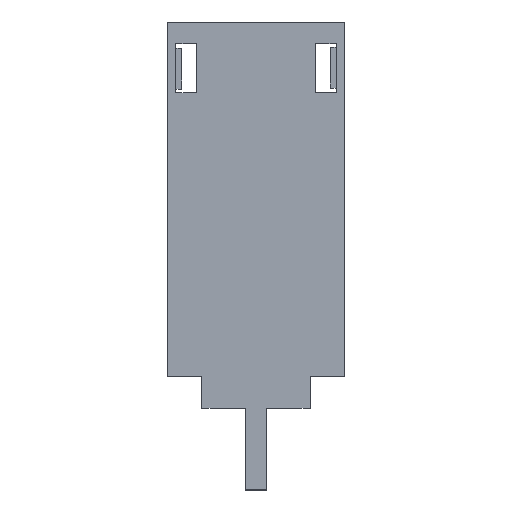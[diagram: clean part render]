
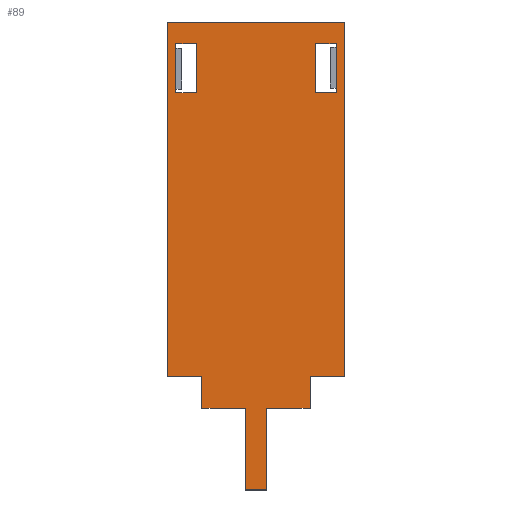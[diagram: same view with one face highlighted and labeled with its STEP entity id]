
A CAD part, top view. The second image highlights one B-rep face of the part: STEP entity #89.
In plain terms, the highlighted planar face has unit normal (0, 0, 1).
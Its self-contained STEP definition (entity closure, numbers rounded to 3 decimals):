
#21 = EDGE_CURVE('',#22,#24,#26,.T.);
#22 = VERTEX_POINT('',#23);
#23 = CARTESIAN_POINT('',(-33.425,38.88,0.));
#24 = VERTEX_POINT('',#25);
#25 = CARTESIAN_POINT('',(-0.575,38.88,0.));
#26 = LINE('',#27,#28);
#27 = CARTESIAN_POINT('',(-33.425,38.88,0.));
#28 = VECTOR('',#29,1.);
#29 = DIRECTION('',(1.,0.,0.));
#89 = ADVANCED_FACE('',(#90,#179,#213),#247,.T.);
#90 = FACE_BOUND('',#91,.F.);
#91 = EDGE_LOOP('',(#92,#93,#101,#109,#117,#125,#133,#141,#149,#157,#165
    ,#173));
#92 = ORIENTED_EDGE('',*,*,#21,.T.);
#93 = ORIENTED_EDGE('',*,*,#94,.T.);
#94 = EDGE_CURVE('',#24,#95,#97,.T.);
#95 = VERTEX_POINT('',#96);
#96 = CARTESIAN_POINT('',(-0.575,-26.72,0.));
#97 = LINE('',#98,#99);
#98 = CARTESIAN_POINT('',(-0.575,38.88,0.));
#99 = VECTOR('',#100,1.);
#100 = DIRECTION('',(0.,-1.,0.));
#101 = ORIENTED_EDGE('',*,*,#102,.T.);
#102 = EDGE_CURVE('',#95,#103,#105,.T.);
#103 = VERTEX_POINT('',#104);
#104 = CARTESIAN_POINT('',(-7.,-26.72,0.));
#105 = LINE('',#106,#107);
#106 = CARTESIAN_POINT('',(-0.575,-26.72,0.));
#107 = VECTOR('',#108,1.);
#108 = DIRECTION('',(-1.,0.,0.));
#109 = ORIENTED_EDGE('',*,*,#110,.T.);
#110 = EDGE_CURVE('',#103,#111,#113,.T.);
#111 = VERTEX_POINT('',#112);
#112 = CARTESIAN_POINT('',(-7.,-32.62,0.));
#113 = LINE('',#114,#115);
#114 = CARTESIAN_POINT('',(-7.,-26.72,0.));
#115 = VECTOR('',#116,1.);
#116 = DIRECTION('',(0.,-1.,0.));
#117 = ORIENTED_EDGE('',*,*,#118,.T.);
#118 = EDGE_CURVE('',#111,#119,#121,.T.);
#119 = VERTEX_POINT('',#120);
#120 = CARTESIAN_POINT('',(-15.,-32.62,0.));
#121 = LINE('',#122,#123);
#122 = CARTESIAN_POINT('',(-7.,-32.62,0.));
#123 = VECTOR('',#124,1.);
#124 = DIRECTION('',(-1.,0.,0.));
#125 = ORIENTED_EDGE('',*,*,#126,.T.);
#126 = EDGE_CURVE('',#119,#127,#129,.T.);
#127 = VERTEX_POINT('',#128);
#128 = CARTESIAN_POINT('',(-15.,-47.72,0.));
#129 = LINE('',#130,#131);
#130 = CARTESIAN_POINT('',(-15.,-32.62,0.));
#131 = VECTOR('',#132,1.);
#132 = DIRECTION('',(0.,-1.,0.));
#133 = ORIENTED_EDGE('',*,*,#134,.T.);
#134 = EDGE_CURVE('',#127,#135,#137,.T.);
#135 = VERTEX_POINT('',#136);
#136 = CARTESIAN_POINT('',(-19.,-47.72,0.));
#137 = LINE('',#138,#139);
#138 = CARTESIAN_POINT('',(-15.,-47.72,0.));
#139 = VECTOR('',#140,1.);
#140 = DIRECTION('',(-1.,0.,0.));
#141 = ORIENTED_EDGE('',*,*,#142,.T.);
#142 = EDGE_CURVE('',#135,#143,#145,.T.);
#143 = VERTEX_POINT('',#144);
#144 = CARTESIAN_POINT('',(-19.,-32.62,0.));
#145 = LINE('',#146,#147);
#146 = CARTESIAN_POINT('',(-19.,-47.72,0.));
#147 = VECTOR('',#148,1.);
#148 = DIRECTION('',(0.,1.,0.));
#149 = ORIENTED_EDGE('',*,*,#150,.T.);
#150 = EDGE_CURVE('',#143,#151,#153,.T.);
#151 = VERTEX_POINT('',#152);
#152 = CARTESIAN_POINT('',(-27.,-32.62,0.));
#153 = LINE('',#154,#155);
#154 = CARTESIAN_POINT('',(-19.,-32.62,0.));
#155 = VECTOR('',#156,1.);
#156 = DIRECTION('',(-1.,0.,0.));
#157 = ORIENTED_EDGE('',*,*,#158,.T.);
#158 = EDGE_CURVE('',#151,#159,#161,.T.);
#159 = VERTEX_POINT('',#160);
#160 = CARTESIAN_POINT('',(-27.,-26.72,0.));
#161 = LINE('',#162,#163);
#162 = CARTESIAN_POINT('',(-27.,-32.62,0.));
#163 = VECTOR('',#164,1.);
#164 = DIRECTION('',(0.,1.,0.));
#165 = ORIENTED_EDGE('',*,*,#166,.T.);
#166 = EDGE_CURVE('',#159,#167,#169,.T.);
#167 = VERTEX_POINT('',#168);
#168 = CARTESIAN_POINT('',(-33.425,-26.72,0.));
#169 = LINE('',#170,#171);
#170 = CARTESIAN_POINT('',(-27.,-26.72,0.));
#171 = VECTOR('',#172,1.);
#172 = DIRECTION('',(-1.,0.,0.));
#173 = ORIENTED_EDGE('',*,*,#174,.T.);
#174 = EDGE_CURVE('',#167,#22,#175,.T.);
#175 = LINE('',#176,#177);
#176 = CARTESIAN_POINT('',(-33.425,-26.72,0.));
#177 = VECTOR('',#178,1.);
#178 = DIRECTION('',(0.,1.,0.));
#179 = FACE_BOUND('',#180,.F.);
#180 = EDGE_LOOP('',(#181,#191,#199,#207));
#181 = ORIENTED_EDGE('',*,*,#182,.T.);
#182 = EDGE_CURVE('',#183,#185,#187,.T.);
#183 = VERTEX_POINT('',#184);
#184 = CARTESIAN_POINT('',(-2.15,34.88,0.));
#185 = VERTEX_POINT('',#186);
#186 = CARTESIAN_POINT('',(-6.,34.88,0.));
#187 = LINE('',#188,#189);
#188 = CARTESIAN_POINT('',(-2.15,34.88,0.));
#189 = VECTOR('',#190,1.);
#190 = DIRECTION('',(-1.,0.,0.));
#191 = ORIENTED_EDGE('',*,*,#192,.T.);
#192 = EDGE_CURVE('',#185,#193,#195,.T.);
#193 = VERTEX_POINT('',#194);
#194 = CARTESIAN_POINT('',(-6.,25.78,0.));
#195 = LINE('',#196,#197);
#196 = CARTESIAN_POINT('',(-6.,34.88,0.));
#197 = VECTOR('',#198,1.);
#198 = DIRECTION('',(0.,-1.,0.));
#199 = ORIENTED_EDGE('',*,*,#200,.T.);
#200 = EDGE_CURVE('',#193,#201,#203,.T.);
#201 = VERTEX_POINT('',#202);
#202 = CARTESIAN_POINT('',(-2.15,25.78,0.));
#203 = LINE('',#204,#205);
#204 = CARTESIAN_POINT('',(-6.,25.78,0.));
#205 = VECTOR('',#206,1.);
#206 = DIRECTION('',(1.,0.,0.));
#207 = ORIENTED_EDGE('',*,*,#208,.T.);
#208 = EDGE_CURVE('',#201,#183,#209,.T.);
#209 = LINE('',#210,#211);
#210 = CARTESIAN_POINT('',(-2.15,25.78,0.));
#211 = VECTOR('',#212,1.);
#212 = DIRECTION('',(0.,1.,0.));
#213 = FACE_BOUND('',#214,.T.);
#214 = EDGE_LOOP('',(#215,#225,#233,#241));
#215 = ORIENTED_EDGE('',*,*,#216,.T.);
#216 = EDGE_CURVE('',#217,#219,#221,.T.);
#217 = VERTEX_POINT('',#218);
#218 = CARTESIAN_POINT('',(-31.85,34.88,0.));
#219 = VERTEX_POINT('',#220);
#220 = CARTESIAN_POINT('',(-28.,34.88,0.));
#221 = LINE('',#222,#223);
#222 = CARTESIAN_POINT('',(-31.85,34.88,0.));
#223 = VECTOR('',#224,1.);
#224 = DIRECTION('',(1.,0.,0.));
#225 = ORIENTED_EDGE('',*,*,#226,.T.);
#226 = EDGE_CURVE('',#219,#227,#229,.T.);
#227 = VERTEX_POINT('',#228);
#228 = CARTESIAN_POINT('',(-28.,25.78,0.));
#229 = LINE('',#230,#231);
#230 = CARTESIAN_POINT('',(-28.,34.88,0.));
#231 = VECTOR('',#232,1.);
#232 = DIRECTION('',(0.,-1.,0.));
#233 = ORIENTED_EDGE('',*,*,#234,.T.);
#234 = EDGE_CURVE('',#227,#235,#237,.T.);
#235 = VERTEX_POINT('',#236);
#236 = CARTESIAN_POINT('',(-31.85,25.78,0.));
#237 = LINE('',#238,#239);
#238 = CARTESIAN_POINT('',(-28.,25.78,0.));
#239 = VECTOR('',#240,1.);
#240 = DIRECTION('',(-1.,0.,0.));
#241 = ORIENTED_EDGE('',*,*,#242,.T.);
#242 = EDGE_CURVE('',#235,#217,#243,.T.);
#243 = LINE('',#244,#245);
#244 = CARTESIAN_POINT('',(-31.85,25.78,0.));
#245 = VECTOR('',#246,1.);
#246 = DIRECTION('',(0.,1.,0.));
#247 = PLANE('',#248);
#248 = AXIS2_PLACEMENT_3D('',#249,#250,#251);
#249 = CARTESIAN_POINT('',(-17.,3.531,0.));
#250 = DIRECTION('',(0.,0.,1.));
#251 = DIRECTION('',(1.,0.,0.));
